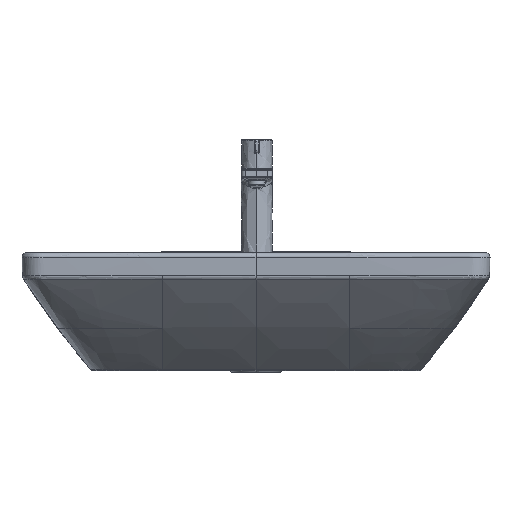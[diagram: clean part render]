
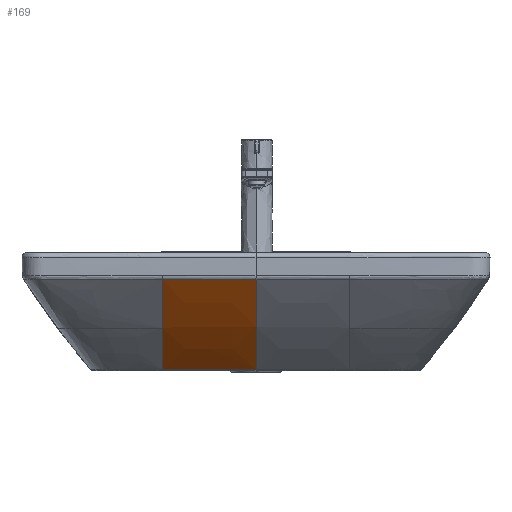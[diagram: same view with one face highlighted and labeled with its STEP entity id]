
A CAD part, front view. The second image highlights one B-rep face of the part: STEP entity #169.
In plain terms, the highlighted free-form (B-spline) face has degree [4, 4] with [5, 5] control points.
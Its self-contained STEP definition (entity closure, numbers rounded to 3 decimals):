
#169=ADVANCED_FACE('',(#738),#7894,.T.);
#738=FACE_OUTER_BOUND('',#1274,.T.);
#1274=EDGE_LOOP('',(#2381,#2382,#2383,#2384,#2385));
#2381=ORIENTED_EDGE('',*,*,#4675,.T.);
#2382=ORIENTED_EDGE('',*,*,#4676,.T.);
#2383=ORIENTED_EDGE('',*,*,#4743,.F.);
#2384=ORIENTED_EDGE('',*,*,#4678,.F.);
#2385=ORIENTED_EDGE('',*,*,#4700,.F.);
#4675=EDGE_CURVE('',#7291,#7292,#5946,.T.);
#4676=EDGE_CURVE('',#7292,#7293,#5947,.T.);
#4678=EDGE_CURVE('',#7294,#7260,#5949,.T.);
#4700=EDGE_CURVE('',#7291,#7294,#5966,.T.);
#4743=EDGE_CURVE('',#7260,#7293,#6006,.T.);
#5946=B_SPLINE_CURVE_WITH_KNOTS('',5,(#69890,#69891,#69892,#69893,#69894,
#69895),.UNSPECIFIED.,.F.,.F.,(6,6),(2.743,106.544),
 .UNSPECIFIED.);
#5947=B_SPLINE_CURVE_WITH_KNOTS('',5,(#69896,#69897,#69898,#69899,#69900,
#69901),.UNSPECIFIED.,.F.,.F.,(6,6),(105.284,200.09),
 .UNSPECIFIED.);
#5949=B_SPLINE_CURVE_WITH_KNOTS('',4,(#69908,#69909,#69910,#69911,#69912),
 .UNSPECIFIED.,.F.,.F.,(5,5),(6999.555,7182.233),
 .UNSPECIFIED.);
#5966=B_SPLINE_CURVE_WITH_KNOTS('',5,(#70109,#70110,#70111,#70112,#70113,
#70114,#70115,#70116,#70117),.UNSPECIFIED.,.F.,.F.,(6,3,6),(-183.737,
-35.717,0.),.UNSPECIFIED.);
#6006=B_SPLINE_CURVE_WITH_KNOTS('',5,(#70668,#70669,#70670,#70671,#70672,
#70673,#70674,#70675,#70676,#70677,#70678,#70679,#70680,#70681,#70682),
 .UNSPECIFIED.,.F.,.F.,(6,3,3,3,6),(0.,29.285,58.57,
117.14,182.985),.UNSPECIFIED.);
#7260=VERTEX_POINT('',#65875);
#7291=VERTEX_POINT('',#65906);
#7292=VERTEX_POINT('',#65907);
#7293=VERTEX_POINT('',#65908);
#7294=VERTEX_POINT('',#65909);
#7894=B_SPLINE_SURFACE_WITH_KNOTS('',4,4,((#37901,#37902,#37903,#37904,
#37905),(#37906,#37907,#37908,#37909,#37910),(#37911,#37912,#37913,#37914,
#37915),(#37916,#37917,#37918,#37919,#37920),(#37921,#37922,#37923,#37924,
#37925)),.UNSPECIFIED.,.F.,.F.,.F.,(5,5),(5,5),(6999.555,7182.249),
(520.125,651.798),.UNSPECIFIED.);
#37901=CARTESIAN_POINT('',(-133.671,-217.009,45.87));
#37902=CARTESIAN_POINT('',(-100.43,-217.216,45.87));
#37903=CARTESIAN_POINT('',(-67.188,-217.354,45.87));
#37904=CARTESIAN_POINT('',(-33.949,-217.423,45.871));
#37905=CARTESIAN_POINT('',(-0.712,-217.423,45.871));
#37906=CARTESIAN_POINT('',(-133.066,-186.902,11.523));
#37907=CARTESIAN_POINT('',(-99.979,-187.219,11.534));
#37908=CARTESIAN_POINT('',(-66.888,-187.431,11.541));
#37909=CARTESIAN_POINT('',(-33.8,-187.536,11.545));
#37910=CARTESIAN_POINT('',(-0.712,-187.536,11.545));
#37911=CARTESIAN_POINT('',(-132.418,-154.627,-21.092));
#37912=CARTESIAN_POINT('',(-99.495,-155.055,-21.078));
#37913=CARTESIAN_POINT('',(-66.566,-155.341,-21.068));
#37914=CARTESIAN_POINT('',(-33.639,-155.484,-21.063));
#37915=CARTESIAN_POINT('',(-0.712,-155.484,-21.063));
#37916=CARTESIAN_POINT('',(-131.731,-120.412,-51.664));
#37917=CARTESIAN_POINT('',(-98.982,-120.951,-51.653));
#37918=CARTESIAN_POINT('',(-66.225,-121.311,-51.646));
#37919=CARTESIAN_POINT('',(-33.468,-121.49,-51.642));
#37920=CARTESIAN_POINT('',(-0.712,-121.49,-51.642));
#37921=CARTESIAN_POINT('',(-131.012,-84.579,-79.981));
#37922=CARTESIAN_POINT('',(-98.444,-85.228,-79.981));
#37923=CARTESIAN_POINT('',(-65.867,-85.66,-79.981));
#37924=CARTESIAN_POINT('',(-33.289,-85.877,-79.98));
#37925=CARTESIAN_POINT('',(-0.712,-85.877,-79.98));
#65875=CARTESIAN_POINT('',(-0.712,-85.889,-79.971));
#65906=CARTESIAN_POINT('',(-131.012,-217.023,45.866));
#65907=CARTESIAN_POINT('',(-131.012,-151.384,-22.253));
#65908=CARTESIAN_POINT('',(-131.012,-84.579,-79.981));
#65909=CARTESIAN_POINT('',(-0.712,-217.423,45.871));
#69890=CARTESIAN_POINT('',(-131.012,-217.023,45.866));
#69891=CARTESIAN_POINT('',(-131.012,-204.557,31.643));
#69892=CARTESIAN_POINT('',(-131.012,-191.749,17.706));
#69893=CARTESIAN_POINT('',(-131.012,-178.609,4.07));
#69894=CARTESIAN_POINT('',(-131.012,-165.15,-9.254));
#69895=CARTESIAN_POINT('',(-131.012,-151.384,-22.253));
#69896=CARTESIAN_POINT('',(-131.012,-151.384,-22.253));
#69897=CARTESIAN_POINT('',(-131.012,-138.536,-34.384));
#69898=CARTESIAN_POINT('',(-131.012,-125.421,-46.231));
#69899=CARTESIAN_POINT('',(-131.012,-112.049,-57.786));
#69900=CARTESIAN_POINT('',(-131.012,-98.431,-69.039));
#69901=CARTESIAN_POINT('',(-131.012,-84.579,-79.981));
#69908=CARTESIAN_POINT('',(-0.712,-217.423,45.871));
#69909=CARTESIAN_POINT('',(-0.712,-187.539,11.548));
#69910=CARTESIAN_POINT('',(-0.712,-155.489,-21.058));
#69911=CARTESIAN_POINT('',(-0.712,-121.499,-51.634));
#69912=CARTESIAN_POINT('',(-0.712,-85.889,-79.971));
#70109=CARTESIAN_POINT('',(-131.012,-217.023,45.866));
#70110=CARTESIAN_POINT('',(-110.031,-217.152,45.868));
#70111=CARTESIAN_POINT('',(-89.049,-217.254,45.869));
#70112=CARTESIAN_POINT('',(-68.068,-217.331,45.87));
#70113=CARTESIAN_POINT('',(-42.024,-217.395,45.87));
#70114=CARTESIAN_POINT('',(-15.982,-217.418,45.871));
#70115=CARTESIAN_POINT('',(-10.842,-217.421,45.871));
#70116=CARTESIAN_POINT('',(-5.775,-217.423,45.871));
#70117=CARTESIAN_POINT('',(-0.712,-217.423,45.871));
#70668=CARTESIAN_POINT('',(-0.712,-85.889,-79.971));
#70669=CARTESIAN_POINT('',(-4.886,-85.889,-79.971));
#70670=CARTESIAN_POINT('',(-9.05,-85.886,-79.971));
#70671=CARTESIAN_POINT('',(-13.226,-85.879,-79.971));
#70672=CARTESIAN_POINT('',(-21.566,-85.859,-79.971));
#70673=CARTESIAN_POINT('',(-29.91,-85.825,-79.971));
#70674=CARTESIAN_POINT('',(-34.079,-85.805,-79.971));
#70675=CARTESIAN_POINT('',(-46.592,-85.735,-79.972));
#70676=CARTESIAN_POINT('',(-59.105,-85.634,-79.973));
#70677=CARTESIAN_POINT('',(-67.446,-85.553,-79.974));
#70678=CARTESIAN_POINT('',(-85.165,-85.354,-79.975));
#70679=CARTESIAN_POINT('',(-102.883,-85.094,-79.977));
#70680=CARTESIAN_POINT('',(-112.26,-84.939,-79.978));
#70681=CARTESIAN_POINT('',(-121.636,-84.768,-79.98));
#70682=CARTESIAN_POINT('',(-131.012,-84.579,-79.981));
